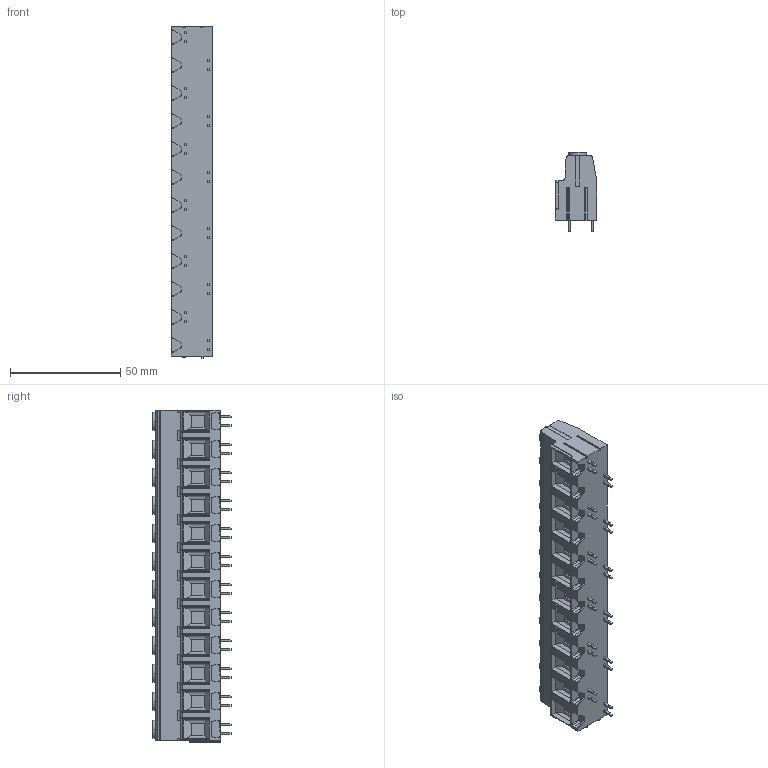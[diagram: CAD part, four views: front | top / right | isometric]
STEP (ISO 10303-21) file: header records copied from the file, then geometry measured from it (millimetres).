
FILE_DESCRIPTION((''),'2;1');
FILE_NAME('TL804S','2025-02-27T',('yanfa'),(''),'PRO/ENGINEER BY PARAMETRIC TECHNOLOGY CORPORATION, 2009280','PRO/ENGINEER BY PARAMETRIC TECHNOLOGY CORPORATION, 2009280','');
FILE_SCHEMA(('AUTOMOTIVE_DESIGN_CC2 { 1 2 10303 214 -1 1 5 2 }'));
Length unit declared in the file: millimetre
Products named in the file (1): TL804S
Bounding box: 18.7 x 35.8 x 150.61 mm (x, y, z)
Volume: 65441.1 mm3; surface area: 20530.6 mm2
Topology: 1 solids, 1 shells, 1048 faces, 2871 edges, 1886 vertices
Faces by surface type: plane 733, cylinder 267, torus 48
Entity records: 33308 total; most frequent: CARTESIAN_POINT 6425, ORIENTED_EDGE 5742, DIRECTION 5417, EDGE_CURVE 2871, VECTOR 2085, LINE 2085, VERTEX_POINT 1886, AXIS2_PLACEMENT_3D 1666
